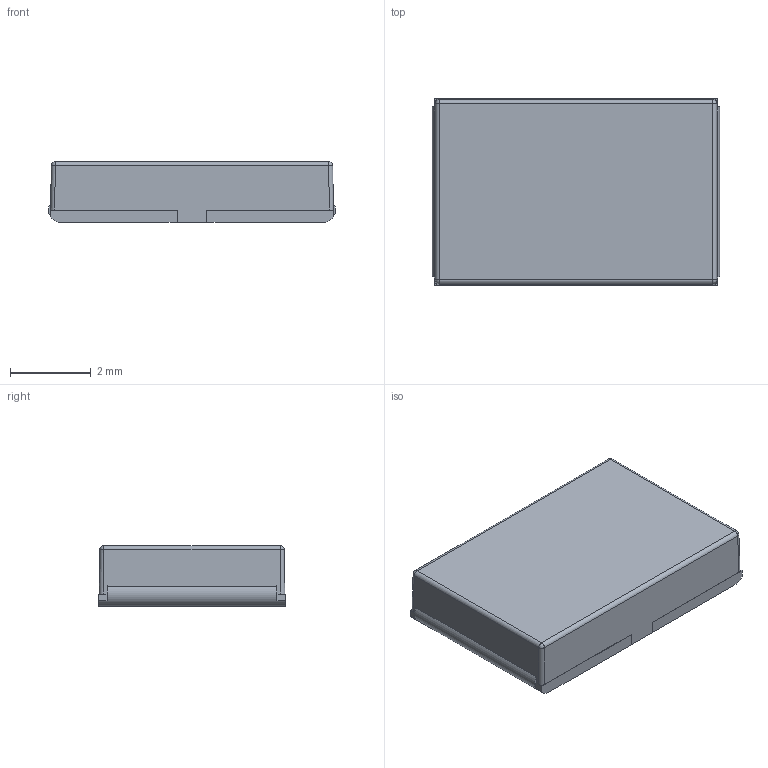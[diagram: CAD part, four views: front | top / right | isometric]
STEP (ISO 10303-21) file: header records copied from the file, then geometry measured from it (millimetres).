
FILE_DESCRIPTION(/* description */ (''),/* implementation_level */ '2;1');
FILE_NAME(/* name */ 'WSHM2818.stp',/* time_stamp */ '2015-09-17T10:56:19-05:00',/* author */ ('Neil'),/* organization */ (''),/* preprocessor_version */ 'ST-DEVELOPER v15.2',/* originating_system */ 'Autodesk Inventor LT ',/* authorisation */ '');
FILE_SCHEMA (('AUTOMOTIVE_DESIGN { 1 0 10303 214 3 1 1 }'));
Length unit declared in the file: millimetre
Products named in the file (1): WSHM2818
Bounding box: 7.1 x 4.6 x 1.5 mm (x, y, z)
Volume: 47.8 mm3; surface area: 234.6 mm2
Topology: 4 solids, 4 shells, 58 faces, 140 edges, 88 vertices
Faces by surface type: plane 42, cylinder 12, sphere 4
Entity records: 1707 total; most frequent: CARTESIAN_POINT 287, DIRECTION 286, ORIENTED_EDGE 280, EDGE_CURVE 140, LINE 112, VECTOR 112, VERTEX_POINT 88, AXIS2_PLACEMENT_3D 87
